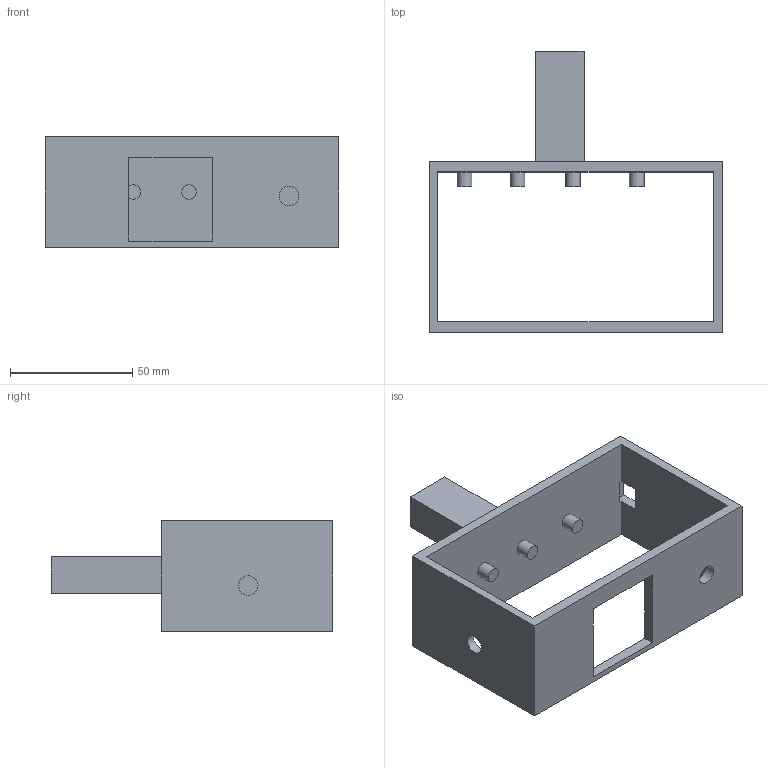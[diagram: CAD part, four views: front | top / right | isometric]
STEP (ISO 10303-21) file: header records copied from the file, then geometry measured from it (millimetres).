
FILE_DESCRIPTION(('FreeCAD Model'),'2;1');
FILE_NAME('Open CASCADE Shape Model','2025-12-30T14:40:53',('Author'),( ''),'Open CASCADE STEP processor 7.8','FreeCAD','Unknown');
FILE_SCHEMA(('AUTOMOTIVE_DESIGN { 1 0 10303 214 1 1 1 1 }'));
Length unit declared in the file: millimetre
Products named in the file (1): Pocket004
Bounding box: 120 x 115 x 45 mm (x, y, z)
Volume: 76047.5 mm3; surface area: 37644.3 mm2
Topology: 1 solids, 1 shells, 34 faces, 84 edges, 56 vertices
Faces by surface type: plane 28, cylinder 6
Full cylindrical faces by diameter (mm): 6 x4, 8 x2
Entity records: 1042 total; most frequent: CARTESIAN_POINT 175, ORIENTED_EDGE 168, DIRECTION 166, EDGE_CURVE 84, LINE 72, VECTOR 72, VERTEX_POINT 56, FACE_BOUND 48
